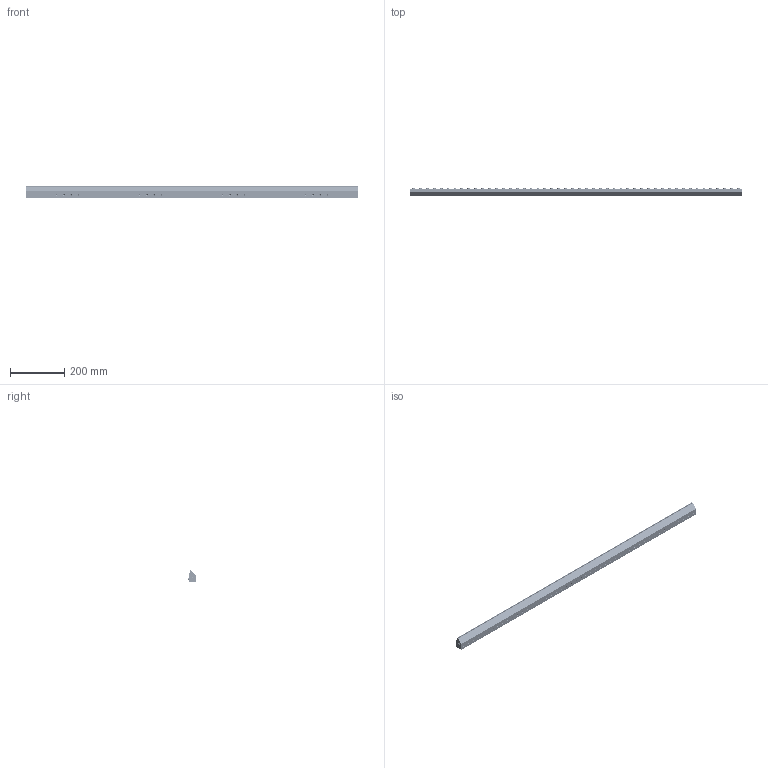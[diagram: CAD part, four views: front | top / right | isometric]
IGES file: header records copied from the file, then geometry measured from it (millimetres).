
Start section: SolidWorks IGES file using analytic representation for surfaces
Global section: file name: 10048XS-316L.IGS; native system: SolidWorks 2020; preprocessor: SolidWorks 2020; author: Ammad; date: 210906.170834; units: inch
Bounding box: 1219.2 x 29.83 x 44.45 mm (x, y, z)
Surface area: 333421.8 mm2 (no closed solid volume)
Topology: 0 solids, 0 shells, 6720 faces, 126571 edges, 126278 vertices
Faces by surface type: revolution 5232, bspline 1488
